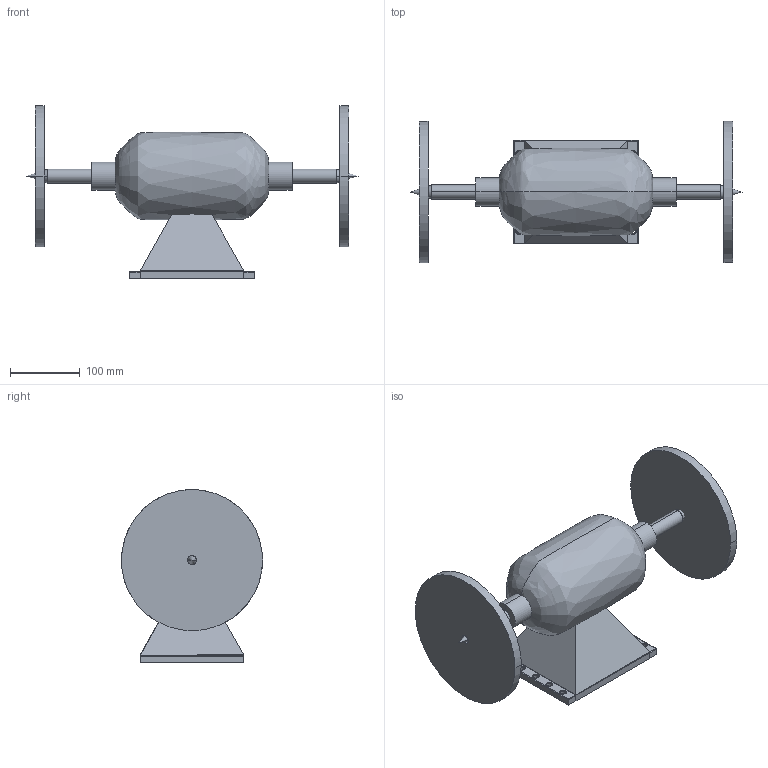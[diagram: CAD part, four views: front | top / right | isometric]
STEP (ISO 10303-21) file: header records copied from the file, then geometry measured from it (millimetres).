
FILE_DESCRIPTION(/* description */ (''),/* implementation_level */ '2;1');
FILE_NAME(/* name */ 'motor',/* time_stamp */ '2020-08-14T20:38:07+01:00',/* author */ (''),/* organization */ (''),/* preprocessor_version */ 'ST-DEVELOPER v15',/* originating_system */ '',/* authorisation */ '');
FILE_SCHEMA (('AUTOMOTIVE_DESIGN'));
Length unit declared in the file: millimetre
Products named in the file (1): Document
Bounding box: 477.63 x 203 x 248.34 mm (x, y, z)
Volume: 4622933.8 mm3; surface area: 396484.3 mm2
Topology: 11 solids, 11 shells, 102 faces, 227 edges, 142 vertices
Faces by surface type: bspline 72, plane 30
Entity records: 3688 total; most frequent: CARTESIAN_POINT 2216, ORIENTED_EDGE 432, EDGE_CURVE 216, VERTEX_POINT 136, EDGE_LOOP 126, ADVANCED_FACE 102, FACE_OUTER_BOUND 102, B_SPLINE_CURVE_WITH_KNOTS 75
